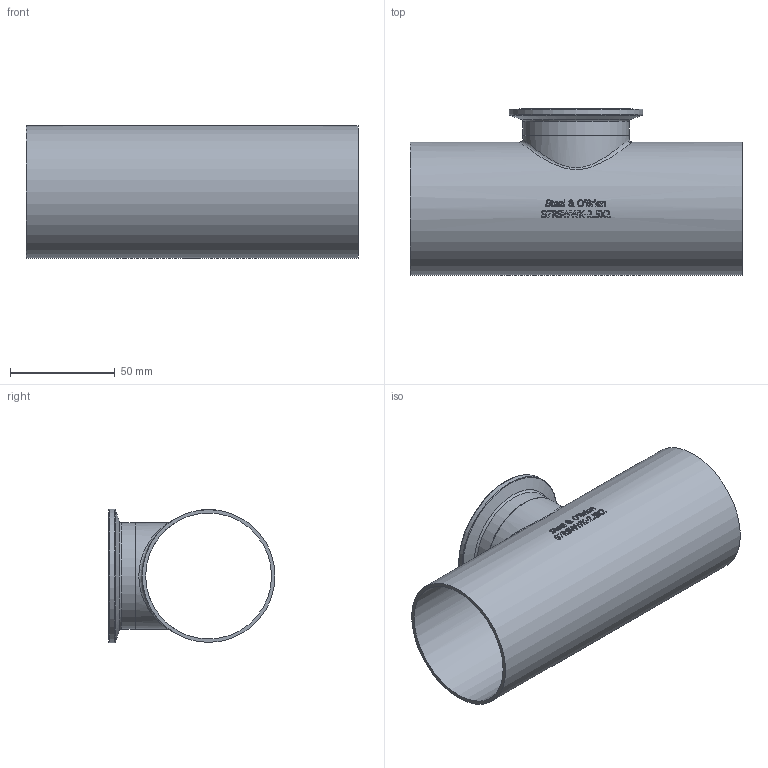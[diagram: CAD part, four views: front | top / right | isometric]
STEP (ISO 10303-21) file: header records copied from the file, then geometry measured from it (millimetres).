
FILE_DESCRIPTION(/* description */ (''),/* implementation_level */ '2;1');
FILE_NAME(/* name */ 'S7RSWWK-2.5X2.stp',/* time_stamp */ '2018-11-29T14:58:15-05:00',/* author */ ('ken'),/* organization */ (''),/* preprocessor_version */ 'ST-DEVELOPER v15.2',/* originating_system */ 'Autodesk Inventor 2014',/* authorisation */ '');
FILE_SCHEMA (('AUTOMOTIVE_DESIGN { 1 0 10303 214 3 1 1 }'));
Length unit declared in the file: inch
Products named in the file (1): S7RSWWK-2.5X2
Bounding box: 158.75 x 79.38 x 63.91 mm (x, y, z)
Volume: 57269.4 mm3; surface area: 67706.2 mm2
Topology: 1 solids, 1 shells, 438 faces, 1180 edges, 783 vertices
Faces by surface type: bspline 194, plane 189, cylinder 43, torus 9, cone 3
Full cylindrical faces by diameter (mm): 47.498 x2, 50.8 x2, 60.198 x1, 63.5 x1, 63.906 x1
Entity records: 17453 total; most frequent: CARTESIAN_POINT 7579, ORIENTED_EDGE 2312, DIRECTION 1482, EDGE_CURVE 1156, VERTEX_POINT 779, LINE 542, VECTOR 542, EDGE_LOOP 501
